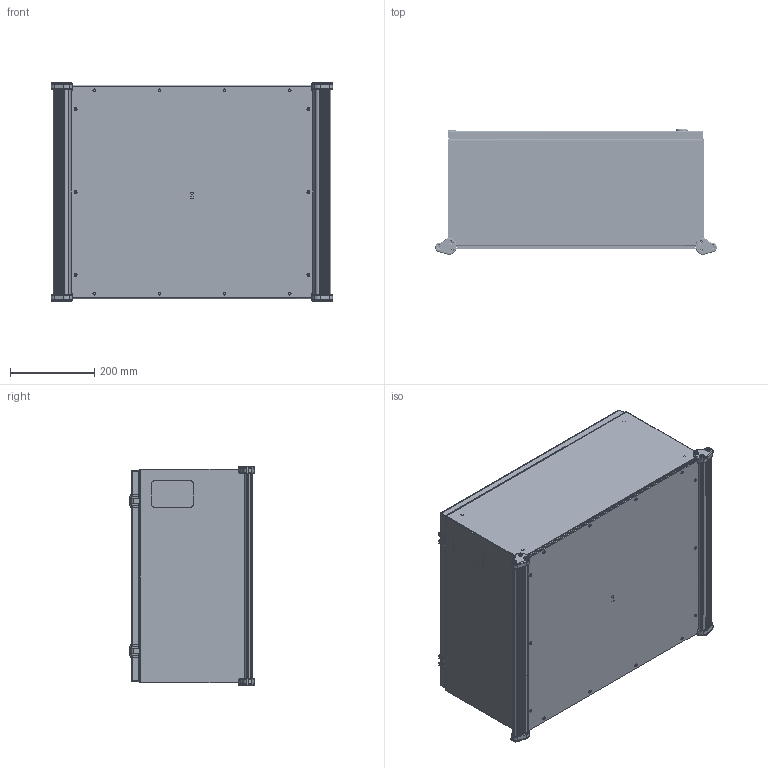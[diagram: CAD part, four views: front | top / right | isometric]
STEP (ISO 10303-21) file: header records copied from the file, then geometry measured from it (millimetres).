
FILE_DESCRIPTION (( 'STEP AP214' ), '1' );
FILE_NAME ('ACE202410LG.STEP', '2025-10-16T18:35:52', ( '' ), ( '' ), 'SwSTEP 2.0', 'SolidWorks 2024', '' );
FILE_SCHEMA (( 'AUTOMOTIVE_DESIGN' ));
Length unit declared in the file: millimetre
Products named in the file (1): ACE202410LG
Bounding box: 667.82 x 297.64 x 518.03 mm (x, y, z)
Volume: 3989444.9 mm3; surface area: 3452618.9 mm2
Topology: 103 solids, 104 shells, 2572 faces, 6545 edges, 4216 vertices
Faces by surface type: plane 1232, cylinder 875, cone 202, bspline 149, torus 98, sphere 16
Full cylindrical faces by diameter (mm): 3.967 x18, 4.039 x4, 4.064 x4, 4.699 x1, 4.826 x28, 4.976 x5, 5.004 x2, 5.2 x12, 5.74 x2, 5.893 x4, 5.944 x18, 5.994 x6, 6.096 x4, 6.35 x17, 6.502 x14, 6.985 x2, 8.382 x4, 9.525 x4, 9.779 x1, 10.319 x4, 10.5 x12, 11.176 x4, 13.335 x2, 15.875 x4, 19.939 x4, 27.94 x2, 50.8 x1
Entity records: 100930 total; most frequent: CARTESIAN_POINT 41931, ORIENTED_EDGE 12406, DIRECTION 11045, EDGE_CURVE 6203, VERTEX_POINT 4119, AXIS2_PLACEMENT_3D 3879, LINE 3287, VECTOR 3287
